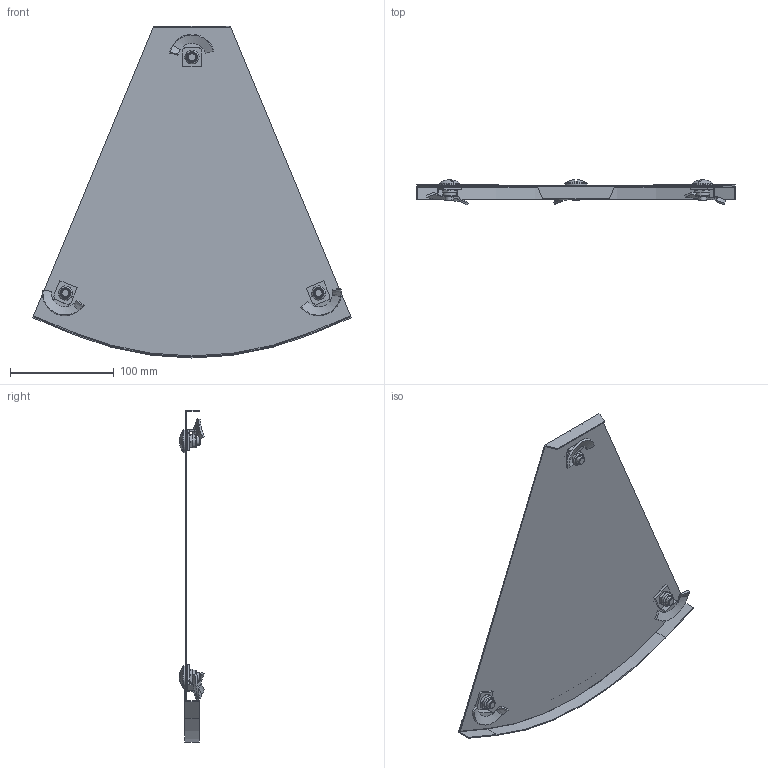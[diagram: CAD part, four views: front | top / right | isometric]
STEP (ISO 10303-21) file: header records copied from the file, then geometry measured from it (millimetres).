
FILE_DESCRIPTION (( 'STEP AP203' ), '1' );
FILE_NAME ('7133988.STEP', '2019-11-04T10:21:06', ( '' ), ( '' ), 'SwSTEP 2.0', 'SolidWorks 2018', '' );
FILE_SCHEMA (( 'CONFIG_CONTROL_DESIGN' ));
Length unit declared in the file: millimetre
Products named in the file (7): KTS 08.083-001_Standard; KTS 08.038-111_NB=300 d-16,5 f〉 Helix-Drehriegel; 099600_Standard_1; 7133988; 020263_DIN EN ISO 10511 - M8; KTS 08.038-115_R=300,5  A=41,5; KTS 14.002-012_M8x16
Assembly tree (14 placements, depth 2):
  7133988
    KTS 08.038-111_NB=300 d-16,5 f〉 Helix-Drehriegel
    KTS 08.038-115_R=300,5  A=41,5
    KTS 08.083-001_Standard  x3
    KTS 14.002-012_M8x16  x3
    099600_Standard_1  x3
    020263_DIN EN ISO 10511 - M8  x3
Bounding box: 306.67 x 24.53 x 319.81 mm (x, y, z)
Volume: 83552.7 mm3; surface area: 154935 mm2
Topology: 14 solids, 14 shells, 370 faces, 894 edges, 561 vertices
Faces by surface type: plane 160, bspline 86, cylinder 64, cone 60
Entity records: 7511 total; most frequent: CARTESIAN_POINT 3315, ORIENTED_EDGE 716, DIRECTION 597, EDGE_CURVE 358, VERTEX_POINT 227, AXIS2_PLACEMENT_3D 215, LINE 167, VECTOR 167
